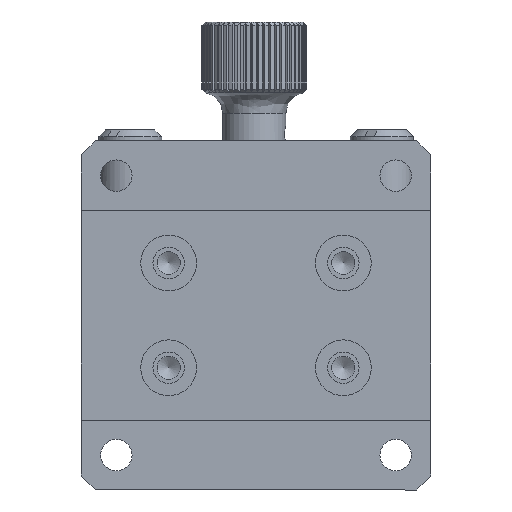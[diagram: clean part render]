
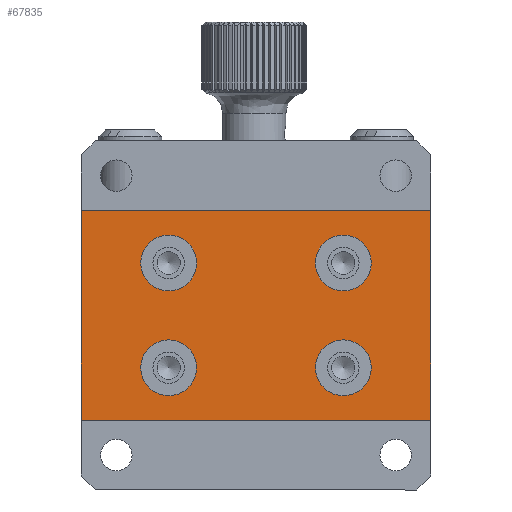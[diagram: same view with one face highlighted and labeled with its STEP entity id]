
A CAD part, front view. The second image highlights one B-rep face of the part: STEP entity #67835.
In plain terms, the highlighted planar face has unit normal (0, -1, 0).
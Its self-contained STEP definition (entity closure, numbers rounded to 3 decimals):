
#601 = CARTESIAN_POINT ( 'NONE',  ( 12.5, 0.5, -107.122 ) ) ;
#2282 = CARTESIAN_POINT ( 'NONE',  ( 37.5, 0.5, -96.122 ) ) ;
#2767 = EDGE_CURVE ( 'NONE', #95686, #95686, #72259, .T. ) ;
#4530 = CARTESIAN_POINT ( 'NONE',  ( 25., 0.5, -84.622 ) ) ;
#5110 = FACE_BOUND ( 'NONE', #91515, .T. ) ;
#5310 = EDGE_LOOP ( 'NONE', ( #48036 ) ) ;
#5870 = AXIS2_PLACEMENT_3D ( 'NONE', #39055, #22188, #74491 ) ;
#6464 = DIRECTION ( 'NONE',  ( 0., 0., -1. ) ) ;
#6728 = CARTESIAN_POINT ( 'NONE',  ( 12.5, 0.5, -96.122 ) ) ;
#6947 = CARTESIAN_POINT ( 'NONE',  ( 0., 0.5, -114.622 ) ) ;
#8160 = VERTEX_POINT ( 'NONE', #54605 ) ;
#12465 = DIRECTION ( 'NONE',  ( 0., 0., 1. ) ) ;
#13843 = PLANE ( 'NONE',  #57330 ) ;
#15718 = ORIENTED_EDGE ( 'NONE', *, *, #45914, .F. ) ;
#17339 = ORIENTED_EDGE ( 'NONE', *, *, #77759, .F. ) ;
#18010 = VERTEX_POINT ( 'NONE', #95636 ) ;
#18531 = EDGE_LOOP ( 'NONE', ( #53555, #114562, #15718, #109361 ) ) ;
#21648 = CARTESIAN_POINT ( 'NONE',  ( 50., 0.5, -84.622 ) ) ;
#22187 = AXIS2_PLACEMENT_3D ( 'NONE', #75787, #31628, #67083 ) ;
#22188 = DIRECTION ( 'NONE',  ( 0., -1., 0. ) ) ;
#25027 = DIRECTION ( 'NONE',  ( 0., -1., 0. ) ) ;
#27213 = LINE ( 'NONE', #62087, #46505 ) ;
#31263 = LINE ( 'NONE', #4530, #96510 ) ;
#31628 = DIRECTION ( 'NONE',  ( 0., -1., 0. ) ) ;
#31692 = CIRCLE ( 'NONE', #50274, 4. ) ;
#33472 = ORIENTED_EDGE ( 'NONE', *, *, #2767, .F. ) ;
#37510 = DIRECTION ( 'NONE',  ( 0., 0., -1. ) ) ;
#37899 = CARTESIAN_POINT ( 'NONE',  ( 50., 0.5, -114.622 ) ) ;
#39055 = CARTESIAN_POINT ( 'NONE',  ( 37.5, 0.5, -107.122 ) ) ;
#39194 = VECTOR ( 'NONE', #12465, 1000. ) ;
#39480 = VERTEX_POINT ( 'NONE', #2282 ) ;
#41901 = VERTEX_POINT ( 'NONE', #103544 ) ;
#44290 = VERTEX_POINT ( 'NONE', #6947 ) ;
#45914 = EDGE_CURVE ( 'NONE', #18010, #60483, #31263, .T. ) ;
#46505 = VECTOR ( 'NONE', #97584, 1000. ) ;
#48036 = ORIENTED_EDGE ( 'NONE', *, *, #110332, .F. ) ;
#49081 = LINE ( 'NONE', #83371, #39194 ) ;
#49288 = CARTESIAN_POINT ( 'NONE',  ( 25., 0.5, -99.622 ) ) ;
#50274 = AXIS2_PLACEMENT_3D ( 'NONE', #85532, #25027, #6464 ) ;
#50447 = EDGE_CURVE ( 'NONE', #83665, #44290, #27213, .T. ) ;
#53555 = ORIENTED_EDGE ( 'NONE', *, *, #50447, .F. ) ;
#54605 = CARTESIAN_POINT ( 'NONE',  ( 37.5, 0.5, -111.122 ) ) ;
#56845 = DIRECTION ( 'NONE',  ( -1., 0., 0. ) ) ;
#57330 = AXIS2_PLACEMENT_3D ( 'NONE', #49288, #112651, #56845 ) ;
#58566 = DIRECTION ( 'NONE',  ( 1., 0., 0. ) ) ;
#58813 = CIRCLE ( 'NONE', #84806, 4. ) ;
#60483 = VERTEX_POINT ( 'NONE', #21648 ) ;
#62087 = CARTESIAN_POINT ( 'NONE',  ( 25., 0.5, -114.622 ) ) ;
#63378 = DIRECTION ( 'NONE',  ( 0., -1., 0. ) ) ;
#67083 = DIRECTION ( 'NONE',  ( 0., 0., -1. ) ) ;
#67835 = ADVANCED_FACE ( 'NONE', ( #111520, #5110, #94642, #112085, #110360 ), #13843, .F. ) ;
#71505 = DIRECTION ( 'NONE',  ( 0., 0., -1. ) ) ;
#72259 = CIRCLE ( 'NONE', #22187, 4. ) ;
#73758 = EDGE_CURVE ( 'NONE', #60483, #83665, #97435, .T. ) ;
#74491 = DIRECTION ( 'NONE',  ( 0., 0., -1. ) ) ;
#75787 = CARTESIAN_POINT ( 'NONE',  ( 12.5, 0.5, -92.122 ) ) ;
#77759 = EDGE_CURVE ( 'NONE', #41901, #41901, #58813, .T. ) ;
#81488 = EDGE_LOOP ( 'NONE', ( #33472 ) ) ;
#83371 = CARTESIAN_POINT ( 'NONE',  ( 0., 0.5, -74.622 ) ) ;
#83665 = VERTEX_POINT ( 'NONE', #37899 ) ;
#84216 = EDGE_CURVE ( 'NONE', #8160, #8160, #102407, .T. ) ;
#84806 = AXIS2_PLACEMENT_3D ( 'NONE', #601, #63378, #71505 ) ;
#85244 = EDGE_LOOP ( 'NONE', ( #17339 ) ) ;
#85532 = CARTESIAN_POINT ( 'NONE',  ( 37.5, 0.5, -92.122 ) ) ;
#91515 = EDGE_LOOP ( 'NONE', ( #103670 ) ) ;
#94121 = EDGE_CURVE ( 'NONE', #44290, #18010, #49081, .T. ) ;
#94642 = FACE_BOUND ( 'NONE', #5310, .T. ) ;
#95636 = CARTESIAN_POINT ( 'NONE',  ( 0., 0.5, -84.622 ) ) ;
#95686 = VERTEX_POINT ( 'NONE', #6728 ) ;
#96510 = VECTOR ( 'NONE', #58566, 1000. ) ;
#97435 = LINE ( 'NONE', #114873, #99553 ) ;
#97584 = DIRECTION ( 'NONE',  ( -1., 0., 0. ) ) ;
#99553 = VECTOR ( 'NONE', #37510, 1000. ) ;
#102407 = CIRCLE ( 'NONE', #5870, 4. ) ;
#103544 = CARTESIAN_POINT ( 'NONE',  ( 12.5, 0.5, -111.122 ) ) ;
#103670 = ORIENTED_EDGE ( 'NONE', *, *, #84216, .F. ) ;
#109361 = ORIENTED_EDGE ( 'NONE', *, *, #94121, .F. ) ;
#110332 = EDGE_CURVE ( 'NONE', #39480, #39480, #31692, .T. ) ;
#110360 = FACE_OUTER_BOUND ( 'NONE', #18531, .T. ) ;
#111520 = FACE_BOUND ( 'NONE', #81488, .T. ) ;
#112085 = FACE_BOUND ( 'NONE', #85244, .T. ) ;
#112651 = DIRECTION ( 'NONE',  ( 0., 1., 0. ) ) ;
#114562 = ORIENTED_EDGE ( 'NONE', *, *, #73758, .F. ) ;
#114873 = CARTESIAN_POINT ( 'NONE',  ( 50., 0.5, -124.622 ) ) ;
